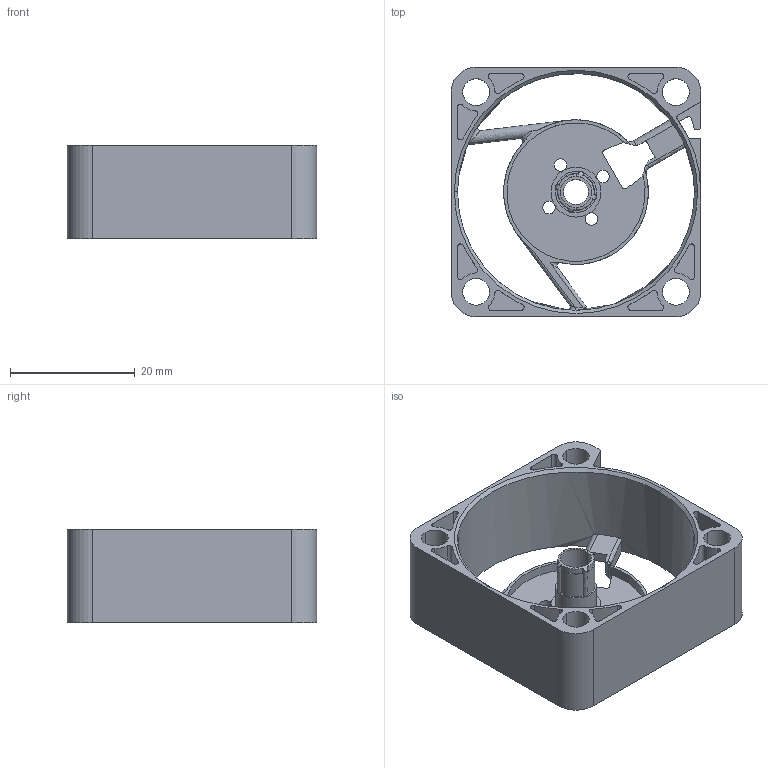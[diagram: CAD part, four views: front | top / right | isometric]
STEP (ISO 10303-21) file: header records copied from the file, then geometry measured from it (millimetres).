
FILE_DESCRIPTION (( 'STEP AP203' ), '1' );
FILE_NAME ('OD4015 m1.stp', '2021-10-22T15:31:36', ( '' ), ( '' ), 'SwSTEP 2.0', 'SolidWorks 2018', '' );
FILE_SCHEMA (( 'CONFIG_CONTROL_DESIGN' ));
Length unit declared in the file: millimetre
Products named in the file (1): OD4015 m1
Bounding box: 40 x 40 x 15 mm (x, y, z)
Volume: 5184.2 mm3; surface area: 8807.8 mm2
Topology: 1 solids, 1 shells, 186 faces, 515 edges, 334 vertices
Faces by surface type: bspline 186
Entity records: 7647 total; most frequent: CARTESIAN_POINT 3296, ORIENTED_EDGE 1030, DIRECTION 730, EDGE_CURVE 515, VERTEX_POINT 334, AXIS2_PLACEMENT_3D 256, CIRCLE 255, VECTOR 218
